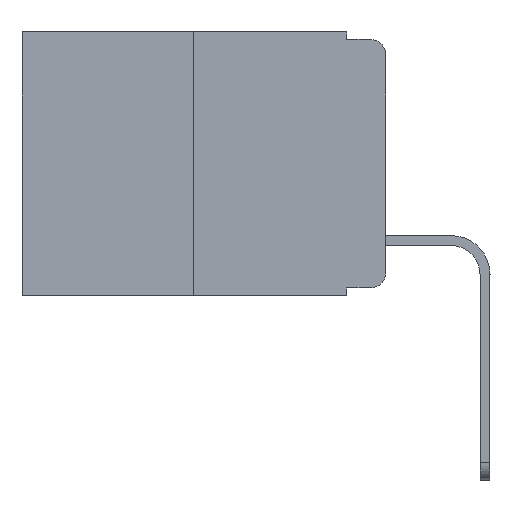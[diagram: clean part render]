
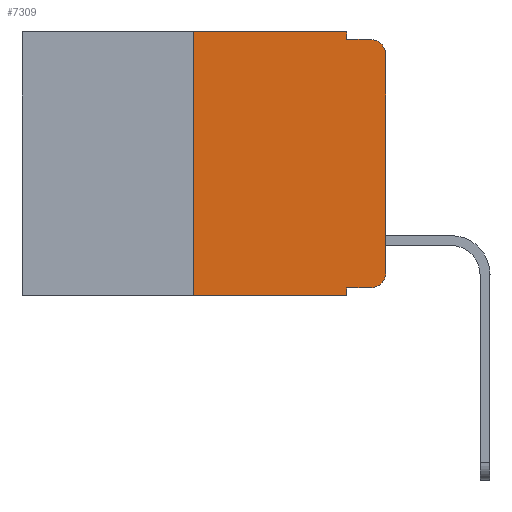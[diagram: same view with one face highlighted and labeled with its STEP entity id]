
A CAD part, left-side view. The second image highlights one B-rep face of the part: STEP entity #7309.
In plain terms, the highlighted planar face has unit normal (-1, 0, 0).
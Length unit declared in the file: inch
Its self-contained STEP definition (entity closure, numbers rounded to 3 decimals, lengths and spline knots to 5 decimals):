
#735 = AXIS2_PLACEMENT_3D ( 'NONE', #11286, #7425, #11369 ) ;
#865 = EDGE_LOOP ( 'NONE', ( #20104, #20586, #10445, #10452, #1141, #23596, #21950, #15482, #6934, #22985 ) ) ;
#1141 = ORIENTED_EDGE ( 'NONE', *, *, #18704, .F. ) ;
#1525 = CARTESIAN_POINT ( 'NONE',  ( 0., 0.02, -0.03 ) ) ;
#1600 = LINE ( 'NONE', #13199, #13290 ) ;
#1832 = DIRECTION ( 'NONE',  ( 0., -1., 0. ) ) ;
#2032 = CARTESIAN_POINT ( 'NONE',  ( 0., 0.25, -0.343 ) ) ;
#2475 = CARTESIAN_POINT ( 'NONE',  ( 0., 0.051, 0. ) ) ;
#2621 = CARTESIAN_POINT ( 'NONE',  ( 0., 0.02, -0.313 ) ) ;
#3206 = EDGE_CURVE ( 'NONE', #19114, #16317, #13656, .T. ) ;
#3435 = CARTESIAN_POINT ( 'NONE',  ( 0., 0.473, 0. ) ) ;
#4677 = LINE ( 'NONE', #17408, #13603 ) ;
#4726 = CIRCLE ( 'NONE', #21641, 0.02 ) ;
#5042 = VERTEX_POINT ( 'NONE', #7000 ) ;
#5324 = VECTOR ( 'NONE', #23531, 39.37008 ) ;
#5808 = CARTESIAN_POINT ( 'NONE',  ( 0., 0.051, -0.01 ) ) ;
#6564 = AXIS2_PLACEMENT_3D ( 'NONE', #2621, #16386, #24332 ) ;
#6934 = ORIENTED_EDGE ( 'NONE', *, *, #24592, .T. ) ;
#7000 = CARTESIAN_POINT ( 'NONE',  ( 0., 0., -0.03 ) ) ;
#7257 = PLANE ( 'NONE',  #735 ) ;
#7309 = ADVANCED_FACE ( 'NONE', ( #9885 ), #7257, .F. ) ;
#7425 = DIRECTION ( 'NONE',  ( 1., 0., 0. ) ) ;
#8012 = CARTESIAN_POINT ( 'NONE',  ( 0., 0., 0. ) ) ;
#8052 = VERTEX_POINT ( 'NONE', #19283 ) ;
#8948 = EDGE_CURVE ( 'NONE', #19566, #16317, #18102, .T. ) ;
#9613 = CARTESIAN_POINT ( 'NONE',  ( 0., 0.051, -0.343 ) ) ;
#9885 = FACE_OUTER_BOUND ( 'NONE', #865, .T. ) ;
#9896 = VERTEX_POINT ( 'NONE', #2475 ) ;
#9964 = VECTOR ( 'NONE', #21477, 39.37008 ) ;
#9983 = VECTOR ( 'NONE', #17335, 39.37008 ) ;
#10445 = ORIENTED_EDGE ( 'NONE', *, *, #13105, .F. ) ;
#10452 = ORIENTED_EDGE ( 'NONE', *, *, #25252, .F. ) ;
#11286 = CARTESIAN_POINT ( 'NONE',  ( 0., 0.473, 0. ) ) ;
#11369 = DIRECTION ( 'NONE',  ( 0., 0., -1. ) ) ;
#13092 = CARTESIAN_POINT ( 'NONE',  ( 0., 0.051, 0. ) ) ;
#13105 = EDGE_CURVE ( 'NONE', #19572, #14802, #1600, .T. ) ;
#13199 = CARTESIAN_POINT ( 'NONE',  ( 0., 0.051, -0.01 ) ) ;
#13290 = VECTOR ( 'NONE', #13464, 39.37008 ) ;
#13464 = DIRECTION ( 'NONE',  ( 0., -1., 0. ) ) ;
#13603 = VECTOR ( 'NONE', #23460, 39.37008 ) ;
#13656 = LINE ( 'NONE', #13092, #9964 ) ;
#13932 = DIRECTION ( 'NONE',  ( 0., 0., 1. ) ) ;
#14715 = EDGE_CURVE ( 'NONE', #5042, #14802, #4726, .T. ) ;
#14748 = EDGE_CURVE ( 'NONE', #19566, #20100, #20758, .T. ) ;
#14802 = VERTEX_POINT ( 'NONE', #17587 ) ;
#15482 = ORIENTED_EDGE ( 'NONE', *, *, #3206, .F. ) ;
#15993 = CARTESIAN_POINT ( 'NONE',  ( 0., 0.051, 0. ) ) ;
#16317 = VERTEX_POINT ( 'NONE', #9613 ) ;
#16386 = DIRECTION ( 'NONE',  ( -1., 0., 0. ) ) ;
#16529 = LINE ( 'NONE', #3435, #22436 ) ;
#16953 = LINE ( 'NONE', #8012, #20326 ) ;
#17183 = VECTOR ( 'NONE', #1832, 39.37008 ) ;
#17335 = DIRECTION ( 'NONE',  ( 0., 0., 1. ) ) ;
#17408 = CARTESIAN_POINT ( 'NONE',  ( 0., 0.051, -0.333 ) ) ;
#17587 = CARTESIAN_POINT ( 'NONE',  ( 0., 0.02, -0.01 ) ) ;
#18102 = LINE ( 'NONE', #25429, #17183 ) ;
#18635 = VERTEX_POINT ( 'NONE', #24893 ) ;
#18704 = EDGE_CURVE ( 'NONE', #20100, #9896, #16529, .T. ) ;
#19114 = VERTEX_POINT ( 'NONE', #24087 ) ;
#19150 = DIRECTION ( 'NONE',  ( 0., -1., 0. ) ) ;
#19283 = CARTESIAN_POINT ( 'NONE',  ( 0., 0., -0.313 ) ) ;
#19566 = VERTEX_POINT ( 'NONE', #2032 ) ;
#19572 = VERTEX_POINT ( 'NONE', #5808 ) ;
#20100 = VERTEX_POINT ( 'NONE', #21459 ) ;
#20104 = ORIENTED_EDGE ( 'NONE', *, *, #20190, .T. ) ;
#20190 = EDGE_CURVE ( 'NONE', #8052, #5042, #16953, .T. ) ;
#20326 = VECTOR ( 'NONE', #13932, 39.37008 ) ;
#20586 = ORIENTED_EDGE ( 'NONE', *, *, #14715, .T. ) ;
#20758 = LINE ( 'NONE', #25121, #9983 ) ;
#21459 = CARTESIAN_POINT ( 'NONE',  ( 0., 0.25, 0. ) ) ;
#21477 = DIRECTION ( 'NONE',  ( 0., 0., -1. ) ) ;
#21641 = AXIS2_PLACEMENT_3D ( 'NONE', #1525, #22958, #23217 ) ;
#21950 = ORIENTED_EDGE ( 'NONE', *, *, #8948, .T. ) ;
#22436 = VECTOR ( 'NONE', #19150, 39.37008 ) ;
#22958 = DIRECTION ( 'NONE',  ( -1., 0., 0. ) ) ;
#22985 = ORIENTED_EDGE ( 'NONE', *, *, #24368, .T. ) ;
#23217 = DIRECTION ( 'NONE',  ( 0., 0., -1. ) ) ;
#23460 = DIRECTION ( 'NONE',  ( 0., -1., 0. ) ) ;
#23531 = DIRECTION ( 'NONE',  ( 0., 0., -1. ) ) ;
#23596 = ORIENTED_EDGE ( 'NONE', *, *, #14748, .F. ) ;
#23836 = CIRCLE ( 'NONE', #6564, 0.02 ) ;
#24087 = CARTESIAN_POINT ( 'NONE',  ( 0., 0.051, -0.333 ) ) ;
#24332 = DIRECTION ( 'NONE',  ( 0., 0., -1. ) ) ;
#24368 = EDGE_CURVE ( 'NONE', #18635, #8052, #23836, .T. ) ;
#24592 = EDGE_CURVE ( 'NONE', #19114, #18635, #4677, .T. ) ;
#24893 = CARTESIAN_POINT ( 'NONE',  ( 0., 0.02, -0.333 ) ) ;
#25051 = LINE ( 'NONE', #15993, #5324 ) ;
#25121 = CARTESIAN_POINT ( 'NONE',  ( 0., 0.25, 0. ) ) ;
#25252 = EDGE_CURVE ( 'NONE', #9896, #19572, #25051, .T. ) ;
#25429 = CARTESIAN_POINT ( 'NONE',  ( 0., 0.473, -0.343 ) ) ;
